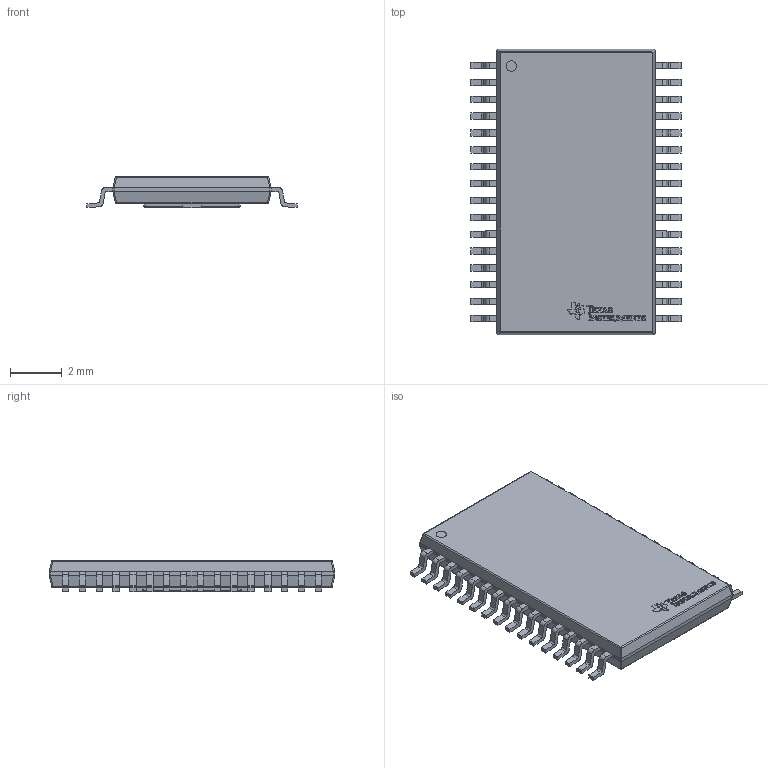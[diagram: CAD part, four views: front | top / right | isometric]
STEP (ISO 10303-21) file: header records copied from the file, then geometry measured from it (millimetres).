
FILE_DESCRIPTION(/* description */ (''),/* implementation_level */ '2;1');
FILE_NAME(/* name */ 'Tssop32.stp',/* time_stamp */ '2020-02-11T19:26:55+02:00',/* author */ ('Khaled'),/* organization */ (''),/* preprocessor_version */ 'ST-DEVELOPER v17.2',/* originating_system */ 'Autodesk Inventor 2019',/* authorisation */ '');
FILE_SCHEMA (('AUTOMOTIVE_DESIGN { 1 0 10303 214 3 1 1 }'));
Length unit declared in the file: millimetre
Products named in the file (7): max_Tsop16; IC_BODY; circle; IC_LEG; Ep; Texas Instruments; IC_LEG_MIR8
Assembly tree (36 placements, depth 2):
  max_Tsop16
    IC_BODY
    circle
    IC_LEG  x16
    Ep
    Texas Instruments
    IC_LEG_MIR8  x16
Bounding box: 8.1 x 11 x 1.2 mm (x, y, z)
Volume: 72.9 mm3; surface area: 236.7 mm2
Topology: 53 solids, 53 shells, 938 faces, 2466 edges, 1634 vertices
Faces by surface type: plane 604, bspline 166, cylinder 158, sphere 10
Full cylindrical faces by diameter (mm): 0.4 x1
Entity records: 17533 total; most frequent: CARTESIAN_POINT 5131, ORIENTED_EDGE 2772, DIRECTION 1944, EDGE_CURVE 1386, LINE 970, VECTOR 970, VERTEX_POINT 914, EDGE_LOOP 522
